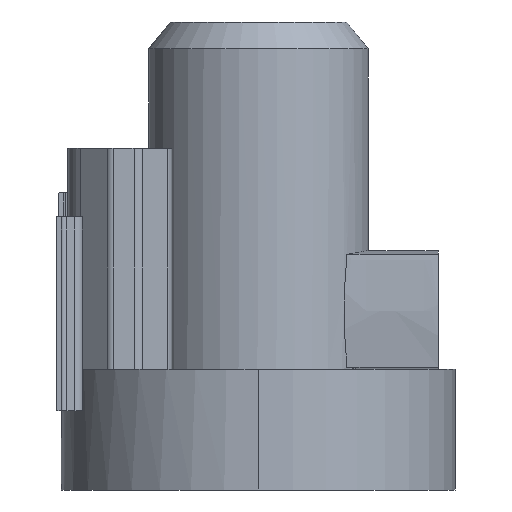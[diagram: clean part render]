
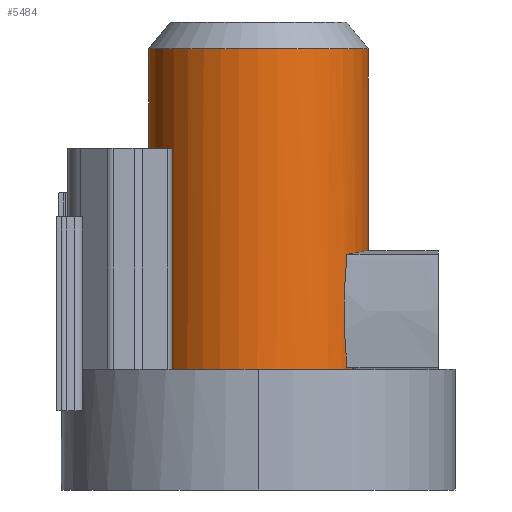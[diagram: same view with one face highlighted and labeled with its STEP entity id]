
A CAD part, left-side view. The second image highlights one B-rep face of the part: STEP entity #5484.
In plain terms, the highlighted cylindrical face has radius 101.973 mm (diameter 203.946 mm), a partial arc.
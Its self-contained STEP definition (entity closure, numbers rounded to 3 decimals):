
#69=CARTESIAN_POINT('',(0.,0.,84.25));
#70=DIRECTION('',(0.,0.,1.));
#71=DIRECTION('',(0.,1.,0.));
#72=AXIS2_PLACEMENT_3D('',#69,#70,#71);
#2178=DIRECTION('',(0.,0.,-1.));
#2179=VECTOR('',#2178,187.293);
#2180=CARTESIAN_POINT('',(0.,-101.973,
382.));
#2181=LINE('',#2180,#2179);
#2200=CARTESIAN_POINT('',(0.,0.,
382.));
#2201=DIRECTION('',(0.,0.,1.));
#2202=DIRECTION('',(0.,1.,0.));
#2203=AXIS2_PLACEMENT_3D('',#2200,#2201,#2202);
#2205=CARTESIAN_POINT('',(0.,-101.973,
194.707));
#2206=CARTESIAN_POINT('',(-4.204,-101.973,
194.679));
#2207=CARTESIAN_POINT('',(-12.693,-101.458,
194.534));
#2208=CARTESIAN_POINT('',(-25.612,-98.995,
194.03));
#2209=CARTESIAN_POINT('',(-38.041,-94.914,
193.279));
#2210=CARTESIAN_POINT('',(-49.861,-89.263,
192.319));
#2211=CARTESIAN_POINT('',(-56.94,-84.697,
191.608));
#2212=CARTESIAN_POINT('',(-60.291,-82.24,
191.244));
#2214=CARTESIAN_POINT('',(-60.291,-82.24,
191.244));
#2215=CARTESIAN_POINT('',(-60.889,-81.802,
186.912));
#2216=CARTESIAN_POINT('',(-61.938,-81.013,
178.228));
#2217=CARTESIAN_POINT('',(-63.07,-80.132,
165.125));
#2218=CARTESIAN_POINT('',(-63.754,-79.587,
151.974));
#2219=CARTESIAN_POINT('',(-63.984,-79.401,
138.798));
#2220=CARTESIAN_POINT('',(-63.755,-79.585,
125.621));
#2221=CARTESIAN_POINT('',(-63.072,-80.13,
112.471));
#2222=CARTESIAN_POINT('',(-61.939,-81.012,
99.37));
#2223=CARTESIAN_POINT('',(-60.888,-81.803,
90.688));
#2224=CARTESIAN_POINT('',(-60.293,-82.239,
86.356));
#2226=CARTESIAN_POINT('',(-60.293,-82.239,
86.356));
#2227=CARTESIAN_POINT('',(-58.032,-83.896,
86.111));
#2228=CARTESIAN_POINT('',(-53.252,-87.12,
85.617));
#2229=CARTESIAN_POINT('',(-45.105,-91.616,
84.884));
#2230=CARTESIAN_POINT('',(-39.371,-94.12,
84.451));
#2231=CARTESIAN_POINT('',(-36.409,-95.252,84.25));
#2233=DIRECTION('',(0.,0.,-1.));
#2234=VECTOR('',#2233,297.75);
#2235=CARTESIAN_POINT('',(0.,101.973,
382.));
#2236=LINE('',#2235,#2234);
#2789=CARTESIAN_POINT('',(-36.409,-95.252,84.25));
#2790=VERTEX_POINT('',#2789);
#2791=VERTEX_POINT('',#2214);
#2792=VERTEX_POINT('',#2224);
#2793=VERTEX_POINT('',#2205);
#2796=CARTESIAN_POINT('',(0.,101.973,84.25));
#2797=VERTEX_POINT('',#2796);
#2802=CARTESIAN_POINT('',(0.,-101.973,
382.));
#2803=CARTESIAN_POINT('',(0.,101.973,
382.));
#2804=VERTEX_POINT('',#2802);
#2805=VERTEX_POINT('',#2803);
#5468=CARTESIAN_POINT('',(0.,0.,407.));
#5469=DIRECTION('',(0.,0.,1.));
#5470=DIRECTION('',(0.,1.,0.));
#5471=AXIS2_PLACEMENT_3D('',#5468,#5469,#5470);
#5472=CYLINDRICAL_SURFACE('',#5471,101.973);
#5473=ORIENTED_EDGE('',*,*,#5462,.T.);
#5474=ORIENTED_EDGE('',*,*,#5424,.T.);
#5476=ORIENTED_EDGE('',*,*,#5475,.T.);
#5478=ORIENTED_EDGE('',*,*,#5477,.T.);
#5479=ORIENTED_EDGE('',*,*,#5363,.T.);
#5480=ORIENTED_EDGE('',*,*,#2941,.F.);
#5481=ORIENTED_EDGE('',*,*,#5417,.F.);
#5482=EDGE_LOOP('',(#5473,#5474,#5476,#5478,#5479,#5480,#5481));
#5483=FACE_OUTER_BOUND('',#5482,.F.);
#5484=ADVANCED_FACE('',(#5483),#5472,.T.);
#73=CIRCLE('',#72,101.973);
#2204=CIRCLE('',#2203,101.973);
#2213=B_SPLINE_CURVE_WITH_KNOTS('',3,(#2205,#2206,#2207,#2208,#2209,#2210,#2211,
#2212),.UNSPECIFIED.,.F.,.F.,(4,1,1,1,1,4),(0.,0.2,0.4,0.6,0.8,1.),
.UNSPECIFIED.);
#2225=B_SPLINE_CURVE_WITH_KNOTS('',3,(#2214,#2215,#2216,#2217,#2218,#2219,#2220,
#2221,#2222,#2223,#2224),.UNSPECIFIED.,.F.,.F.,(4,1,1,1,1,1,1,1,4),(0.,
0.125,0.25,0.375,0.5,0.625,0.75,0.875,1.),.UNSPECIFIED.);
#2232=B_SPLINE_CURVE_WITH_KNOTS('',3,(#2226,#2227,#2228,#2229,#2230,#2231),
.UNSPECIFIED.,.F.,.F.,(4,1,1,4),(0.,0.333,0.667,1.),
.UNSPECIFIED.);
#2941=EDGE_CURVE('',#2797,#2790,#73,.T.);
#5363=EDGE_CURVE('',#2792,#2790,#2232,.T.);
#5417=EDGE_CURVE('',#2805,#2797,#2236,.T.);
#5424=EDGE_CURVE('',#2804,#2793,#2181,.T.);
#5462=EDGE_CURVE('',#2805,#2804,#2204,.T.);
#5475=EDGE_CURVE('',#2793,#2791,#2213,.T.);
#5477=EDGE_CURVE('',#2791,#2792,#2225,.T.);
